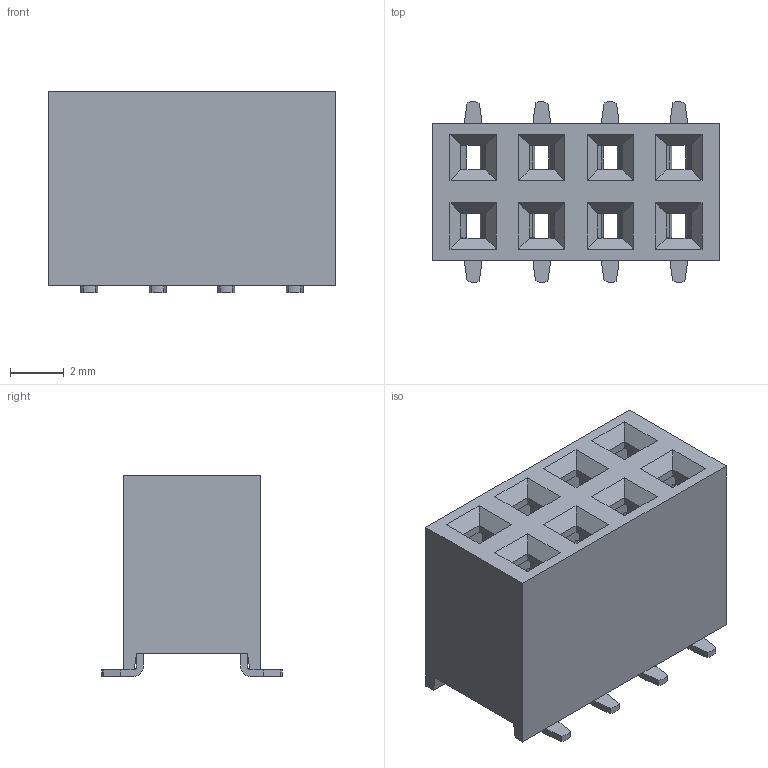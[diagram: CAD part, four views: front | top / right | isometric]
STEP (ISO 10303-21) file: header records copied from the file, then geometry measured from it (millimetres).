
FILE_DESCRIPTION(('HOOPS Exchange Step'),'2;1');
FILE_NAME('61030821821.stp','2023-09-15T06:38:42-07:00',('RBI'),('None'),'HOOPS Exchange 2022.2','SOLIDWORKS MBD','None');
FILE_SCHEMA( ('AP242_MANAGED_MODEL_BASED_3D_ENGINEERING_MIM_LF {1 0 10303 442 1 1 4 }') );
Length unit declared in the file: millimetre
Products named in the file (1): Default
Bounding box: 10.66 x 6.7 x 7.45 mm (x, y, z)
Volume: 253.9 mm3; surface area: 1059.3 mm2
Topology: 9 solids, 9 shells, 754 faces, 2064 edges, 1328 vertices
Faces by surface type: plane 394, cylinder 344, bspline 16
Entity records: 24068 total; most frequent: CARTESIAN_POINT 4423, DIRECTION 4172, ORIENTED_EDGE 4128, EDGE_CURVE 2064, AXIS2_PLACEMENT_3D 1398, VECTOR 1376, LINE 1376, VERTEX_POINT 1328
